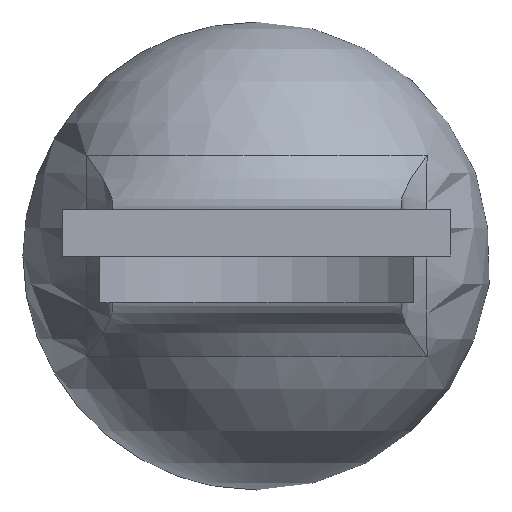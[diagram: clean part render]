
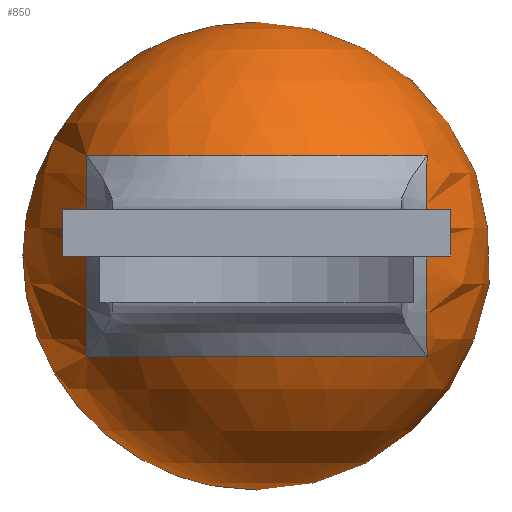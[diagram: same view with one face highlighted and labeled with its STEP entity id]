
A CAD part, front view. The second image highlights one B-rep face of the part: STEP entity #850.
In plain terms, the highlighted spherical face has radius 25 mm.
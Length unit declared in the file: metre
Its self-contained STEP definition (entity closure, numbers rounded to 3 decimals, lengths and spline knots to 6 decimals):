
#23=B_SPLINE_CURVE_WITH_KNOTS('',3,(#1284,#1285,#1286,#1287,#1288,#1289),
 .UNSPECIFIED.,.F.,.F.,(4,1,1,4),(11.620992,12.548623,13.476254,
14.867701),.UNSPECIFIED.);
#24=B_SPLINE_CURVE_WITH_KNOTS('',3,(#1293,#1294,#1295,#1296,#1297,#1298),
 .UNSPECIFIED.,.F.,.F.,(4,1,1,4),(11.620992,12.548623,13.476254,
14.867701),.UNSPECIFIED.);
#39=SPHERICAL_SURFACE('',#909,0.025);
#42=FACE_BOUND('',#132,.T.);
#43=FACE_BOUND('',#133,.T.);
#46=CIRCLE('',#908,0.015);
#47=CIRCLE('',#910,0.025);
#48=CIRCLE('',#911,0.022588);
#49=CIRCLE('',#912,0.022588);
#85=FACE_OUTER_BOUND('',#131,.T.);
#131=EDGE_LOOP('',(#667,#668));
#132=EDGE_LOOP('',(#669));
#133=EDGE_LOOP('',(#670,#671,#672,#673));
#378=VERTEX_POINT('',#1276);
#379=VERTEX_POINT('',#1279);
#380=VERTEX_POINT('',#1280);
#381=VERTEX_POINT('',#1282);
#382=VERTEX_POINT('',#1283);
#383=VERTEX_POINT('',#1290);
#384=VERTEX_POINT('',#1292);
#483=EDGE_CURVE('',#378,#378,#46,.T.);
#484=EDGE_CURVE('',#379,#380,#47,.T.);
#485=EDGE_CURVE('',#381,#382,#23,.T.);
#486=EDGE_CURVE('',#383,#381,#48,.T.);
#487=EDGE_CURVE('',#384,#383,#24,.T.);
#488=EDGE_CURVE('',#382,#384,#49,.T.);
#667=ORIENTED_EDGE('',*,*,#484,.T.);
#668=ORIENTED_EDGE('',*,*,#484,.F.);
#669=ORIENTED_EDGE('',*,*,#483,.T.);
#670=ORIENTED_EDGE('',*,*,#485,.F.);
#671=ORIENTED_EDGE('',*,*,#486,.F.);
#672=ORIENTED_EDGE('',*,*,#487,.F.);
#673=ORIENTED_EDGE('',*,*,#488,.F.);
#850=ADVANCED_FACE('',(#85,#42,#43),#39,.T.);
#908=AXIS2_PLACEMENT_3D('',#1277,#1051,#1052);
#909=AXIS2_PLACEMENT_3D('',#1278,#1053,#1054);
#910=AXIS2_PLACEMENT_3D('',#1281,#1055,#1056);
#911=AXIS2_PLACEMENT_3D('',#1291,#1057,#1058);
#912=AXIS2_PLACEMENT_3D('',#1299,#1059,#1060);
#1051=DIRECTION('center_axis',(0.,-1.,0.));
#1052=DIRECTION('ref_axis',(0.,0.,1.));
#1053=DIRECTION('center_axis',(0.,0.,1.));
#1054=DIRECTION('ref_axis',(1.,0.,0.));
#1055=DIRECTION('center_axis',(0.,-1.,0.));
#1056=DIRECTION('ref_axis',(-1.,0.,0.));
#1057=DIRECTION('center_axis',(0.,0.,1.));
#1058=DIRECTION('ref_axis',(0.,-1.,0.));
#1059=DIRECTION('center_axis',(0.,0.,-1.));
#1060=DIRECTION('ref_axis',(0.,-1.,0.));
#1276=CARTESIAN_POINT('',(-0.014142,0.09,0.01));
#1277=CARTESIAN_POINT('Origin',(0.,0.09,0.005));
#1278=CARTESIAN_POINT('Origin',(0.,0.07,0.005));
#1279=CARTESIAN_POINT('',(0.,0.07,0.03));
#1280=CARTESIAN_POINT('',(0.,0.07,-0.02));
#1281=CARTESIAN_POINT('Origin',(0.,0.07,0.005));
#1282=CARTESIAN_POINT('',(0.018191,0.056609,-0.005714));
#1283=CARTESIAN_POINT('',(0.018191,0.056609,0.015714));
#1284=CARTESIAN_POINT('Ctrl Pts',(0.018191,0.056609,
-0.005714));
#1285=CARTESIAN_POINT('Ctrl Pts',(0.018148,0.055195,
-0.004019));
#1286=CARTESIAN_POINT('Ctrl Pts',(0.01815,0.053112,
-0.00002));
#1287=CARTESIAN_POINT('Ctrl Pts',(0.018173,0.052366,
0.00781));
#1288=CARTESIAN_POINT('Ctrl Pts',(0.018127,0.054488,
0.013171));
#1289=CARTESIAN_POINT('Ctrl Pts',(0.018191,0.056609,
0.015714));
#1290=CARTESIAN_POINT('',(-0.018191,0.056609,-0.005714));
#1291=CARTESIAN_POINT('Origin',(0.,0.07,-0.005714));
#1292=CARTESIAN_POINT('',(-0.018191,0.056609,0.015714));
#1293=CARTESIAN_POINT('Ctrl Pts',(-0.018191,0.056609,
0.015714));
#1294=CARTESIAN_POINT('Ctrl Pts',(-0.018148,0.055195,
0.014019));
#1295=CARTESIAN_POINT('Ctrl Pts',(-0.01815,0.053112,
0.01002));
#1296=CARTESIAN_POINT('Ctrl Pts',(-0.018173,0.052366,
0.00219));
#1297=CARTESIAN_POINT('Ctrl Pts',(-0.018127,0.054488,
-0.003171));
#1298=CARTESIAN_POINT('Ctrl Pts',(-0.018191,0.056609,
-0.005714));
#1299=CARTESIAN_POINT('Origin',(0.,0.07,0.015714));
